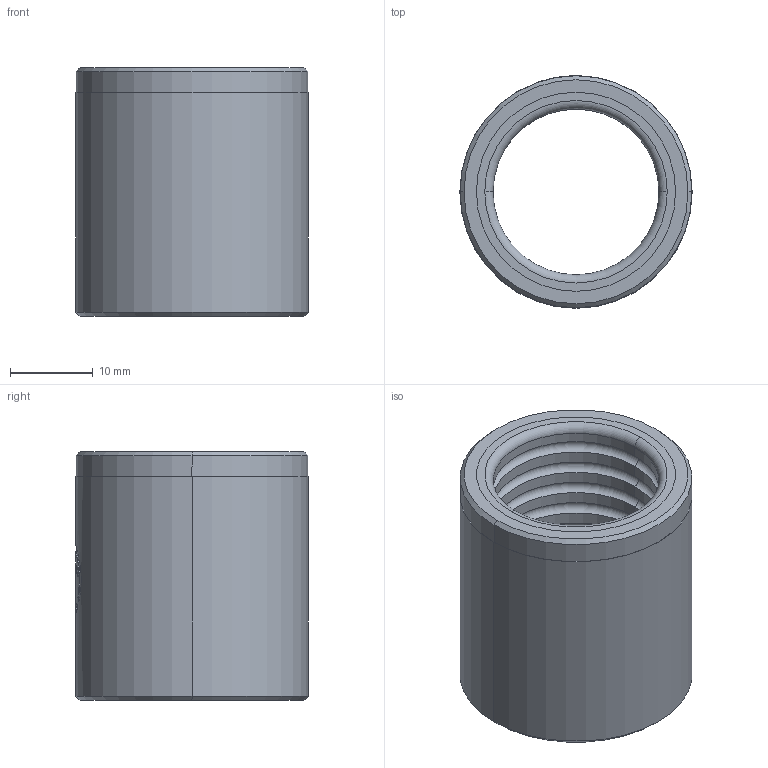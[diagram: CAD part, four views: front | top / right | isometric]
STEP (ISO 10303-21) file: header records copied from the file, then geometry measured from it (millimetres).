
FILE_DESCRIPTION (( 'STEP AP214' ), '1' );
FILE_NAME ('SGCZ-D28-d20-30.STEP', '2021-07-31T06:53:21', ( 'User' ), ( 'china' ), 'SwSTEP 2.0', 'SolidWorks 2016', '' );
FILE_SCHEMA (( 'AUTOMOTIVE_DESIGN' ));
Length unit declared in the file: millimetre
Products named in the file (3): SGCZ-D28-d20-30肣杶; SGCZ-D28-d20-30詩杶; SGCZ-D28-d20-30
Assembly tree (2 placements, depth 2):
  SGCZ-D28-d20-30
    SGCZ-D28-d20-30詩杶
    SGCZ-D28-d20-30肣杶
Bounding box: 28 x 28 x 30 mm (x, y, z)
Volume: 8512.5 mm3; surface area: 10033.5 mm2
Topology: 2 solids, 2 shells, 79 faces, 172 edges, 100 vertices
Faces by surface type: cylinder 40, torus 22, plane 13, cone 4
Entity records: 2524 total; most frequent: CARTESIAN_POINT 670, DIRECTION 406, ORIENTED_EDGE 344, AXIS2_PLACEMENT_3D 174, EDGE_CURVE 172, VERTEX_POINT 100, CIRCLE 90, EDGE_LOOP 86
